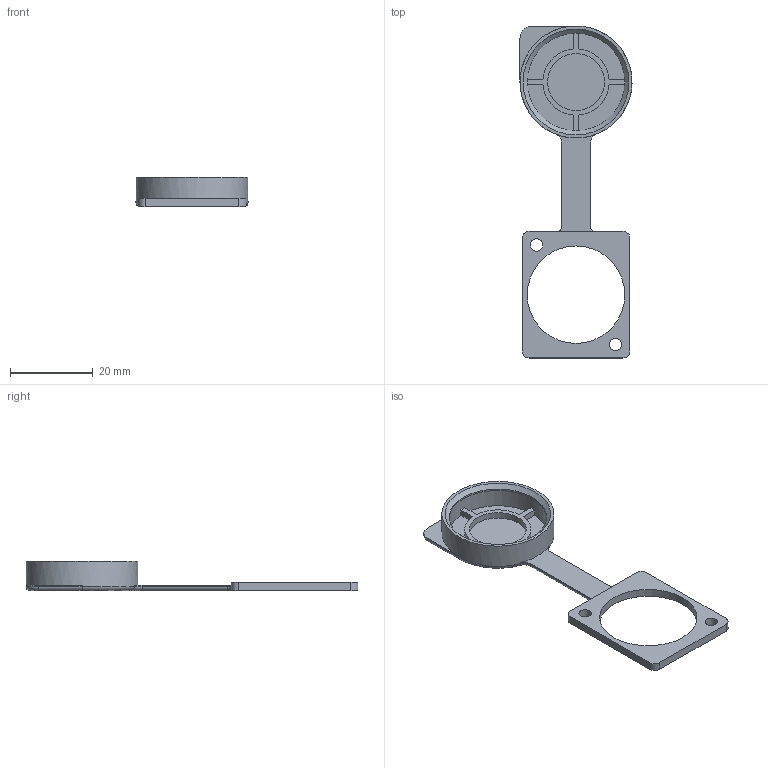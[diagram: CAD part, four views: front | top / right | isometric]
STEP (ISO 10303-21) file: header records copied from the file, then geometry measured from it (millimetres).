
FILE_DESCRIPTION(/* description */ (''),/* implementation_level */ '2;1');
FILE_NAME(/* name */ 'CP30285 dust cover.stp',/* time_stamp */ '2025-04-16T12:48:05+01:00',/* author */ ('tottley'),/* organization */ (''),/* preprocessor_version */ 'ST-DEVELOPER v20',/* originating_system */ 'Autodesk Inventor 2025',/* authorisation */ '');
FILE_SCHEMA (('AUTOMOTIVE_DESIGN { 1 0 10303 214 3 1 1 }'));
Length unit declared in the file: millimetre
Products named in the file (1): CP30285 dust cover
Bounding box: 26.99 x 80 x 7 mm (x, y, z)
Volume: 2269.8 mm3; surface area: 3851.2 mm2
Topology: 1 solids, 1 shells, 60 faces, 155 edges, 100 vertices
Faces by surface type: plane 28, cylinder 24, torus 7, cone 1
Full cylindrical faces by diameter (mm): 3 x2, 13.7 x1, 23.5 x2, 24 x1, 27 x1
Entity records: 1989 total; most frequent: DIRECTION 346, CARTESIAN_POINT 326, ORIENTED_EDGE 310, EDGE_CURVE 155, AXIS2_PLACEMENT_3D 132, VERTEX_POINT 100, LINE 82, VECTOR 82
